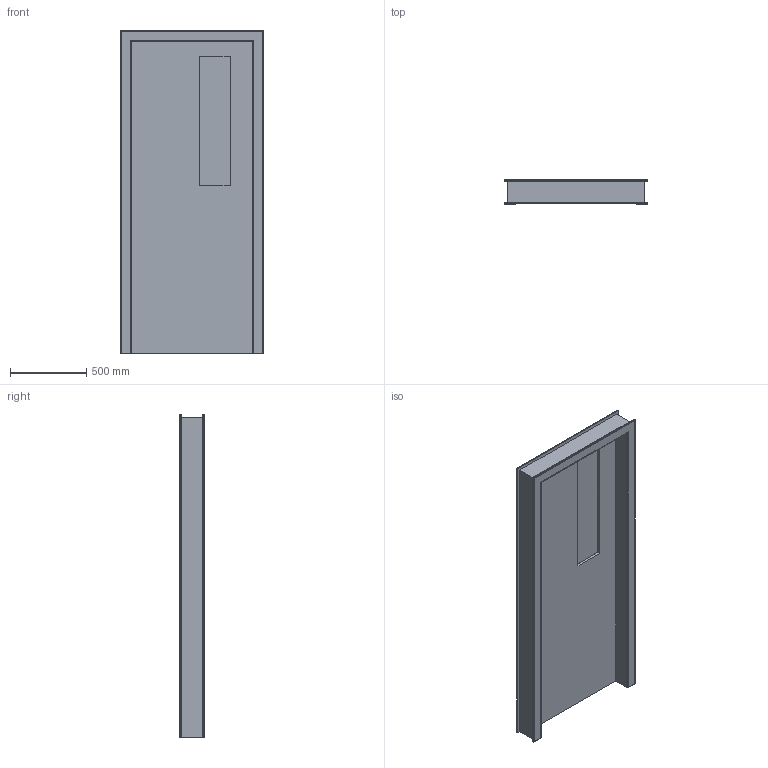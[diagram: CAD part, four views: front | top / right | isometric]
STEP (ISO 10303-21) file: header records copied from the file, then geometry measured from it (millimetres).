
FILE_DESCRIPTION(('FreeCAD Model'),'2;1');
FILE_NAME('Single door with window and trims.step' ,'2016-10-04T14:12:09',('Author'),(''), 'Open CASCADE STEP processor 6.8','FreeCAD','Unknown');
FILE_SCHEMA(('AUTOMOTIVE_DESIGN_CC2 { 1 2 10303 214 -1 1 5 4 }'));
Length unit declared in the file: millimetre
Products named in the file (5): ASSEMBLY; Single_door_with_window; Final_trim_001; Final_trim_(Mirror_#2); Trim
Assembly tree (4 placements, depth 2):
  ASSEMBLY
    Single_door_with_window
    Final_trim_001
    Final_trim_(Mirror_#2)
    Trim
Bounding box: 940 x 160 x 2120 mm (x, y, z)
Volume: 104955840.4 mm3; surface area: 7894493.3 mm2
Topology: 6 solids, 6 shells, 68 faces, 160 edges, 104 vertices
Faces by surface type: plane 56, cylinder 12
Entity records: 4723 total; most frequent: CARTESIAN_POINT 1149, DIRECTION 614, LINE 440, VECTOR 440, ORIENTED_EDGE 320, PCURVE 320, DEFINITIONAL_REPRESENTATION 320, EDGE_CURVE 160
